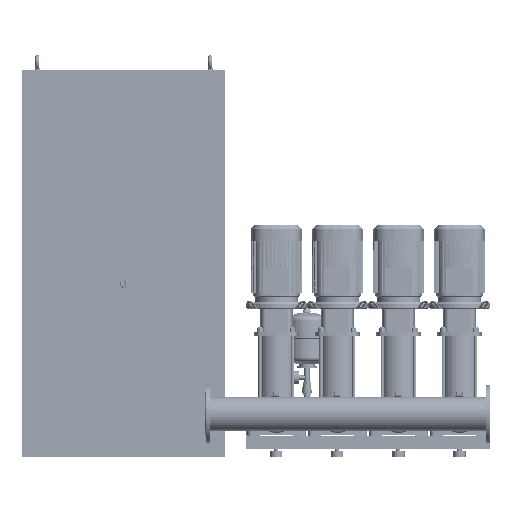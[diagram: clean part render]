
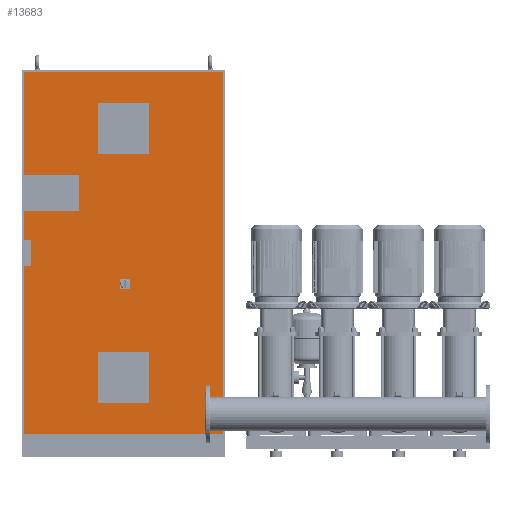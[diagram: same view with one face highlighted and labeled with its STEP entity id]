
A CAD part, front view. The second image highlights one B-rep face of the part: STEP entity #13683.
In plain terms, the highlighted planar face has unit normal (0, -1, 0).
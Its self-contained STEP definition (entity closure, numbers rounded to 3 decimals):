
#12801=CARTESIAN_POINT('',(-1058.0,-237.5,940.0));
#12802=VERTEX_POINT('',#12801);
#12809=CARTESIAN_POINT('',(-1058.0,-237.5,1065.0));
#12810=VERTEX_POINT('',#12809);
#12811=CARTESIAN_POINT('',(-1058.0,-237.5,1065.0));
#12812=DIRECTION('',(0.0,0.0,-1.0));
#12813=VECTOR('',#12812,125.0);
#12814=LINE('',#12811,#12813);
#12815=EDGE_CURVE('',#12810,#12802,#12814,.T.);
#12839=CARTESIAN_POINT('',(-1088.0,-237.5,940.0));
#12840=VERTEX_POINT('',#12839);
#12847=CARTESIAN_POINT('',(-1058.0,-237.5,940.0));
#12848=DIRECTION('',(-1.0,0.0,0.0));
#12849=VECTOR('',#12848,30.0);
#12850=LINE('',#12847,#12849);
#12851=EDGE_CURVE('',#12802,#12840,#12850,.T.);
#12870=CARTESIAN_POINT('',(-1088.0,-237.5,1065.0));
#12871=VERTEX_POINT('',#12870);
#12878=CARTESIAN_POINT('',(-1088.0,-237.5,940.0));
#12879=DIRECTION('',(0.0,0.0,1.0));
#12880=VECTOR('',#12879,125.0);
#12881=LINE('',#12878,#12880);
#12882=EDGE_CURVE('',#12840,#12871,#12881,.T.);
#12900=CARTESIAN_POINT('',(-1088.0,-237.5,1065.0));
#12901=DIRECTION('',(1.0,0.0,0.0));
#12902=VECTOR('',#12901,30.0);
#12903=LINE('',#12900,#12902);
#12904=EDGE_CURVE('',#12871,#12810,#12903,.T.);
#12967=CARTESIAN_POINT('',(-1090.0,-237.5,1210.0));
#12968=VERTEX_POINT('',#12967);
#12985=CARTESIAN_POINT('',(-1090.0,-237.5,115.0));
#12986=VERTEX_POINT('',#12985);
#12993=CARTESIAN_POINT('',(-1090.0,-237.5,115.0));
#12994=DIRECTION('',(0.0,0.0,1.0));
#12995=VECTOR('',#12994,1095.0);
#12996=LINE('',#12993,#12995);
#12997=EDGE_CURVE('',#12986,#12968,#12996,.T.);
#13015=CARTESIAN_POINT('',(-820.0,-237.5,1385.0));
#13016=VERTEX_POINT('',#13015);
#13023=CARTESIAN_POINT('',(-1090.0,-237.5,1385.0));
#13024=VERTEX_POINT('',#13023);
#13025=CARTESIAN_POINT('',(-1090.0,-237.5,1385.0));
#13026=DIRECTION('',(1.0,0.0,0.0));
#13027=VECTOR('',#13026,270.0);
#13028=LINE('',#13025,#13027);
#13029=EDGE_CURVE('',#13024,#13016,#13028,.T.);
#13062=CARTESIAN_POINT('',(-820.0,-237.5,1210.0));
#13063=VERTEX_POINT('',#13062);
#13070=CARTESIAN_POINT('',(-820.0,-237.5,1385.0));
#13071=DIRECTION('',(0.0,0.0,-1.0));
#13072=VECTOR('',#13071,175.0);
#13073=LINE('',#13070,#13072);
#13074=EDGE_CURVE('',#13016,#13063,#13073,.T.);
#13099=CARTESIAN_POINT('',(-820.0,-237.5,1210.0));
#13100=DIRECTION('',(-1.0,0.0,0.0));
#13101=VECTOR('',#13100,270.0);
#13102=LINE('',#13099,#13101);
#13103=EDGE_CURVE('',#13063,#12968,#13102,.T.);
#13142=CARTESIAN_POINT('',(-475.,-237.5,1740.0));
#13143=VERTEX_POINT('',#13142);
#13150=CARTESIAN_POINT('',(-725.,-237.5,1740.0));
#13151=VERTEX_POINT('',#13150);
#13152=CARTESIAN_POINT('',(-725.,-237.5,1740.0));
#13153=DIRECTION('',(1.0,0.0,0.0));
#13154=VECTOR('',#13153,250.0);
#13155=LINE('',#13152,#13154);
#13156=EDGE_CURVE('',#13151,#13143,#13155,.T.);
#13180=CARTESIAN_POINT('',(-475.0,-237.5,1490.0));
#13181=VERTEX_POINT('',#13180);
#13188=CARTESIAN_POINT('',(-475.,-237.5,1740.0));
#13189=DIRECTION('',(0.0,0.0,-1.0));
#13190=VECTOR('',#13189,250.0);
#13191=LINE('',#13188,#13190);
#13192=EDGE_CURVE('',#13143,#13181,#13191,.T.);
#13211=CARTESIAN_POINT('',(-725.,-237.5,1490.0));
#13212=VERTEX_POINT('',#13211);
#13219=CARTESIAN_POINT('',(-475.0,-237.5,1490.0));
#13220=DIRECTION('',(-1.0,0.0,0.0));
#13221=VECTOR('',#13220,250.);
#13222=LINE('',#13219,#13221);
#13223=EDGE_CURVE('',#13181,#13212,#13222,.T.);
#13241=CARTESIAN_POINT('',(-725.,-237.5,1490.0));
#13242=DIRECTION('',(0.0,0.0,1.0));
#13243=VECTOR('',#13242,250.0);
#13244=LINE('',#13241,#13243);
#13245=EDGE_CURVE('',#13212,#13151,#13244,.T.);
#13278=CARTESIAN_POINT('',(-475.0,-237.5,265.0));
#13279=VERTEX_POINT('',#13278);
#13286=CARTESIAN_POINT('',(-475.0,-237.5,515.0));
#13287=VERTEX_POINT('',#13286);
#13288=CARTESIAN_POINT('',(-475.0,-237.5,515.0));
#13289=DIRECTION('',(0.0,0.0,-1.0));
#13290=VECTOR('',#13289,250.0);
#13291=LINE('',#13288,#13290);
#13292=EDGE_CURVE('',#13287,#13279,#13291,.T.);
#13316=CARTESIAN_POINT('',(-725.0,-237.5,265.0));
#13317=VERTEX_POINT('',#13316);
#13324=CARTESIAN_POINT('',(-475.0,-237.5,265.0));
#13325=DIRECTION('',(-1.0,0.0,0.0));
#13326=VECTOR('',#13325,250.0);
#13327=LINE('',#13324,#13326);
#13328=EDGE_CURVE('',#13279,#13317,#13327,.T.);
#13347=CARTESIAN_POINT('',(-725.0,-237.5,515.0));
#13348=VERTEX_POINT('',#13347);
#13355=CARTESIAN_POINT('',(-725.0,-237.5,265.0));
#13356=DIRECTION('',(0.0,0.0,1.0));
#13357=VECTOR('',#13356,250.0);
#13358=LINE('',#13355,#13357);
#13359=EDGE_CURVE('',#13317,#13348,#13358,.T.);
#13377=CARTESIAN_POINT('',(-725.0,-237.5,515.0));
#13378=DIRECTION('',(1.0,0.0,0.0));
#13379=VECTOR('',#13378,250.0);
#13380=LINE('',#13377,#13379);
#13381=EDGE_CURVE('',#13348,#13287,#13380,.T.);
#13540=CARTESIAN_POINT('',(-110.,-237.5,1890.0));
#13541=VERTEX_POINT('',#13540);
#13542=CARTESIAN_POINT('',(-110.0,-237.5,115.0));
#13543=VERTEX_POINT('',#13542);
#13544=CARTESIAN_POINT('',(-110.,-237.5,1890.0));
#13545=DIRECTION('',(0.0,0.0,-1.0));
#13546=VECTOR('',#13545,1775.0);
#13547=LINE('',#13544,#13546);
#13548=EDGE_CURVE('',#13541,#13543,#13547,.T.);
#13580=CARTESIAN_POINT('',(-110.0,-237.5,115.0));
#13581=DIRECTION('',(-1.0,0.0,0.0));
#13582=VECTOR('',#13581,980.0);
#13583=LINE('',#13580,#13582);
#13584=EDGE_CURVE('',#13543,#12986,#13583,.T.);
#13603=CARTESIAN_POINT('',(-1090.0,-237.5,1890.0));
#13604=VERTEX_POINT('',#13603);
#13605=CARTESIAN_POINT('',(-1090.0,-237.5,1385.0));
#13606=DIRECTION('',(0.0,0.0,1.0));
#13607=VECTOR('',#13606,505.0);
#13608=LINE('',#13605,#13607);
#13609=EDGE_CURVE('',#13024,#13604,#13608,.T.);
#13633=CARTESIAN_POINT('',(-1090.0,-237.5,1890.0));
#13634=DIRECTION('',(1.0,0.0,0.0));
#13635=VECTOR('',#13634,980.);
#13636=LINE('',#13633,#13635);
#13637=EDGE_CURVE('',#13604,#13541,#13636,.T.);
#13650=CARTESIAN_POINT('',(-600.0,-237.5,1002.5));
#13651=DIRECTION('',(0.0,1.0,0.0));
#13652=DIRECTION('',(0.0,0.0,1.0));
#13653=AXIS2_PLACEMENT_3D('',#13650,#13651,#13652);
#13654=PLANE('',#13653);
#13655=ORIENTED_EDGE('',*,*,#13103,.T.);
#13656=ORIENTED_EDGE('',*,*,#12997,.F.);
#13657=ORIENTED_EDGE('',*,*,#13584,.F.);
#13658=ORIENTED_EDGE('',*,*,#13548,.F.);
#13659=ORIENTED_EDGE('',*,*,#13637,.F.);
#13660=ORIENTED_EDGE('',*,*,#13609,.F.);
#13661=ORIENTED_EDGE('',*,*,#13029,.T.);
#13662=ORIENTED_EDGE('',*,*,#13074,.T.);
#13663=EDGE_LOOP('',(#13655,#13656,#13657,#13658,#13659,#13660,#13661,#13662));
#13664=FACE_OUTER_BOUND('',#13663,.T.);
#13665=ORIENTED_EDGE('',*,*,#12815,.T.);
#13666=ORIENTED_EDGE('',*,*,#12851,.T.);
#13667=ORIENTED_EDGE('',*,*,#12882,.T.);
#13668=ORIENTED_EDGE('',*,*,#12904,.T.);
#13669=EDGE_LOOP('',(#13665,#13666,#13667,#13668));
#13670=FACE_BOUND('',#13669,.T.);
#13671=ORIENTED_EDGE('',*,*,#13156,.T.);
#13672=ORIENTED_EDGE('',*,*,#13192,.T.);
#13673=ORIENTED_EDGE('',*,*,#13223,.T.);
#13674=ORIENTED_EDGE('',*,*,#13245,.T.);
#13675=EDGE_LOOP('',(#13671,#13672,#13673,#13674));
#13676=FACE_BOUND('',#13675,.T.);
#13677=ORIENTED_EDGE('',*,*,#13292,.T.);
#13678=ORIENTED_EDGE('',*,*,#13328,.T.);
#13679=ORIENTED_EDGE('',*,*,#13359,.T.);
#13680=ORIENTED_EDGE('',*,*,#13381,.T.);
#13681=EDGE_LOOP('',(#13677,#13678,#13679,#13680));
#13682=FACE_BOUND('',#13681,.T.);
#13683=ADVANCED_FACE('',(#13664,#13670,#13676,#13682),#13654,.F.);
